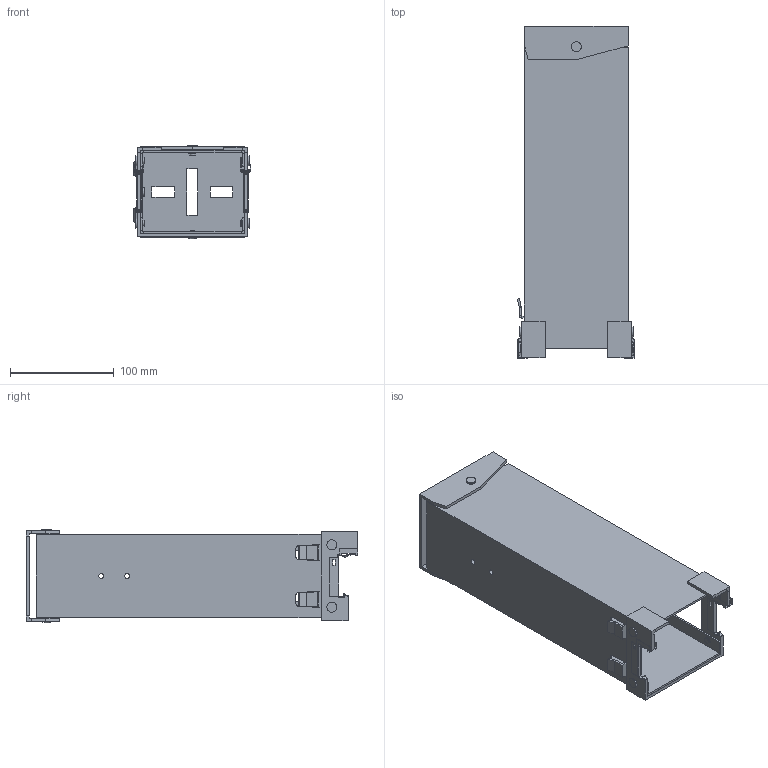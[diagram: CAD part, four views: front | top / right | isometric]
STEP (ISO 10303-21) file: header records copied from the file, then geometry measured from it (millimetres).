
FILE_DESCRIPTION (( 'STEP AP214' ), '1' );
FILE_NAME ('5901655.STEP', '2024-05-29T07:52:15', ( '' ), ( '' ), 'SwSTEP 2.0', 'SolidWorks 2022', '' );
FILE_SCHEMA (( 'AUTOMOTIVE_DESIGN' ));
Length unit declared in the file: millimetre
Products named in the file (8): KTS 14.041-005_5.00mm; 245131_15; 5901655; KTS 14.041-005_3.5mm; 241692; 241698; KTS 14.041-005_4.00mm; 245051
Assembly tree (11 placements, depth 2):
  5901655
    245051
    245131_15
    KTS 14.041-005_4.00mm  x4
    241698
    KTS 14.041-005_5.00mm
    KTS 14.041-005_3.5mm
    241692  x2
Bounding box: 113.29 x 319.66 x 90.2 mm (x, y, z)
Volume: 242410.3 mm3; surface area: 234052.2 mm2
Topology: 11 solids, 11 shells, 568 faces, 1528 edges, 984 vertices
Faces by surface type: plane 416, cylinder 108, bspline 24, torus 14, cone 6
Entity records: 14698 total; most frequent: CARTESIAN_POINT 3869, ORIENTED_EDGE 2192, DIRECTION 1972, EDGE_CURVE 1096, VECTOR 830, LINE 830, VERTEX_POINT 712, AXIS2_PLACEMENT_3D 571
